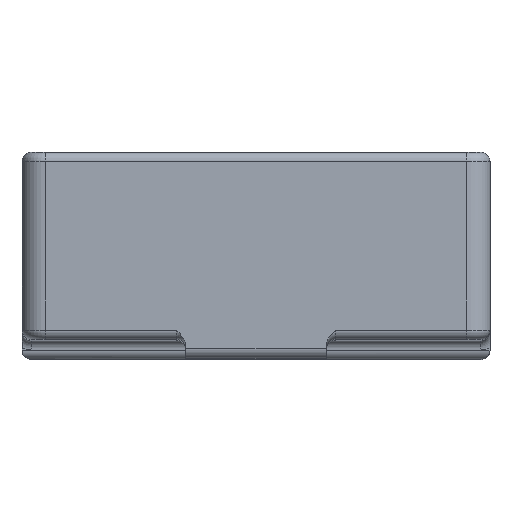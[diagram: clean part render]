
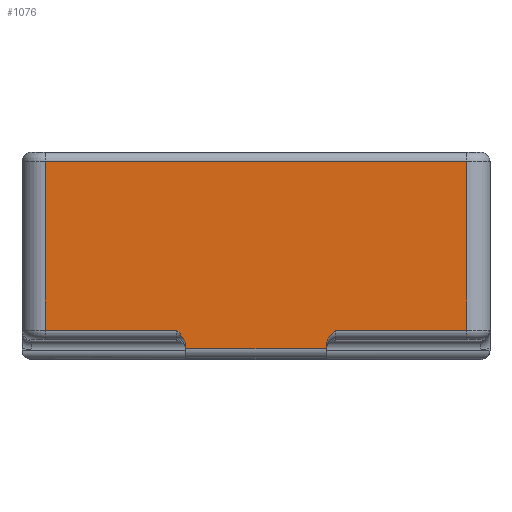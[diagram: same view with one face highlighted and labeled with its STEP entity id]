
A CAD part, top view. The second image highlights one B-rep face of the part: STEP entity #1076.
In plain terms, the highlighted planar face has unit normal (0, 0, 1).
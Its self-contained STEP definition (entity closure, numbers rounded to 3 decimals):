
#38=B_SPLINE_CURVE_WITH_KNOTS('',3,(#1828,#1829,#1830,#1831,#1832,#1833),
 .UNSPECIFIED.,.F.,.F.,(4,2,4),(0.202,0.233,0.28),
 .UNSPECIFIED.);
#39=B_SPLINE_CURVE_WITH_KNOTS('',3,(#1840,#1841,#1842,#1843,#1844,#1845),
 .UNSPECIFIED.,.F.,.F.,(4,2,4),(0.,0.047,0.078),
 .UNSPECIFIED.);
#65=PLANE('',#1225);
#148=FACE_OUTER_BOUND('',#221,.T.);
#221=EDGE_LOOP('',(#926,#927,#928,#929,#930,#931,#932,#933,#934,#935));
#267=LINE('',#1743,#336);
#270=LINE('',#1752,#339);
#277=LINE('',#1800,#346);
#290=LINE('',#1932,#359);
#291=LINE('',#1935,#360);
#292=LINE('',#1938,#361);
#293=LINE('',#1940,#362);
#294=LINE('',#1941,#363);
#336=VECTOR('',#1364,10.);
#339=VECTOR('',#1373,10.);
#346=VECTOR('',#1398,10.);
#359=VECTOR('',#1537,10.);
#360=VECTOR('',#1540,10.);
#361=VECTOR('',#1545,10.);
#362=VECTOR('',#1546,10.);
#363=VECTOR('',#1547,10.);
#486=VERTEX_POINT('',#1736);
#489=VERTEX_POINT('',#1741);
#492=VERTEX_POINT('',#1751);
#502=VERTEX_POINT('',#1798);
#508=VERTEX_POINT('',#1827);
#510=VERTEX_POINT('',#1838);
#529=VERTEX_POINT('',#1905);
#534=VERTEX_POINT('',#1928);
#535=VERTEX_POINT('',#1934);
#536=VERTEX_POINT('',#1939);
#597=EDGE_CURVE('',#489,#486,#267,.T.);
#601=EDGE_CURVE('',#486,#492,#270,.T.);
#616=EDGE_CURVE('',#502,#489,#277,.T.);
#627=EDGE_CURVE('',#492,#508,#38,.T.);
#631=EDGE_CURVE('',#510,#502,#39,.T.);
#672=EDGE_CURVE('',#529,#534,#290,.T.);
#673=EDGE_CURVE('',#534,#535,#291,.T.);
#675=EDGE_CURVE('',#535,#510,#292,.T.);
#676=EDGE_CURVE('',#536,#529,#293,.T.);
#677=EDGE_CURVE('',#508,#536,#294,.T.);
#926=ORIENTED_EDGE('',*,*,#597,.F.);
#927=ORIENTED_EDGE('',*,*,#616,.F.);
#928=ORIENTED_EDGE('',*,*,#631,.F.);
#929=ORIENTED_EDGE('',*,*,#675,.F.);
#930=ORIENTED_EDGE('',*,*,#673,.F.);
#931=ORIENTED_EDGE('',*,*,#672,.F.);
#932=ORIENTED_EDGE('',*,*,#676,.F.);
#933=ORIENTED_EDGE('',*,*,#677,.F.);
#934=ORIENTED_EDGE('',*,*,#627,.F.);
#935=ORIENTED_EDGE('',*,*,#601,.F.);
#1076=ADVANCED_FACE('',(#148),#65,.T.);
#1225=AXIS2_PLACEMENT_3D('',#1937,#1543,#1544);
#1364=DIRECTION('',(-1.,0.,0.));
#1373=DIRECTION('',(0.,1.,0.));
#1398=DIRECTION('',(0.,-1.,0.));
#1537=DIRECTION('',(1.,0.,0.));
#1540=DIRECTION('',(0.,-1.,0.));
#1543=DIRECTION('center_axis',(0.,0.,1.));
#1544=DIRECTION('ref_axis',(-1.,0.,0.));
#1545=DIRECTION('',(-1.,0.,0.));
#1546=DIRECTION('',(0.,1.,0.));
#1547=DIRECTION('',(-1.,0.,0.));
#1736=CARTESIAN_POINT('',(-3.,-8.4,25.));
#1741=CARTESIAN_POINT('',(3.,-8.4,25.));
#1743=CARTESIAN_POINT('',(6.5,-8.4,25.));
#1751=CARTESIAN_POINT('',(-3.,-8.293,25.));
#1752=CARTESIAN_POINT('',(-3.,-8.8,25.));
#1798=CARTESIAN_POINT('',(3.,-8.293,25.));
#1800=CARTESIAN_POINT('',(3.,-8.,25.));
#1827=CARTESIAN_POINT('',(-3.4,-7.6,25.));
#1828=CARTESIAN_POINT('Ctrl Pts',(-3.,-8.293,25.));
#1829=CARTESIAN_POINT('Ctrl Pts',(-3.,-8.191,25.));
#1830=CARTESIAN_POINT('Ctrl Pts',(-3.036,-8.074,25.));
#1831=CARTESIAN_POINT('Ctrl Pts',(-3.158,-7.846,25.));
#1832=CARTESIAN_POINT('Ctrl Pts',(-3.289,-7.711,25.));
#1833=CARTESIAN_POINT('Ctrl Pts',(-3.4,-7.6,25.));
#1838=CARTESIAN_POINT('',(3.4,-7.6,25.));
#1840=CARTESIAN_POINT('Ctrl Pts',(3.4,-7.6,25.));
#1841=CARTESIAN_POINT('Ctrl Pts',(3.289,-7.711,25.));
#1842=CARTESIAN_POINT('Ctrl Pts',(3.158,-7.846,25.));
#1843=CARTESIAN_POINT('Ctrl Pts',(3.036,-8.074,25.));
#1844=CARTESIAN_POINT('Ctrl Pts',(3.,-8.191,25.));
#1845=CARTESIAN_POINT('Ctrl Pts',(3.,-8.293,25.));
#1905=CARTESIAN_POINT('',(-9.,-0.4,25.));
#1928=CARTESIAN_POINT('',(9.,-0.4,25.));
#1932=CARTESIAN_POINT('',(5.,-0.4,25.));
#1934=CARTESIAN_POINT('',(9.,-7.6,25.));
#1935=CARTESIAN_POINT('',(9.,0.,25.));
#1937=CARTESIAN_POINT('Origin',(10.,0.,25.));
#1938=CARTESIAN_POINT('',(5.,-7.6,25.));
#1939=CARTESIAN_POINT('',(-9.,-7.6,25.));
#1940=CARTESIAN_POINT('',(-9.,0.,25.));
#1941=CARTESIAN_POINT('',(5.,-7.6,25.));
